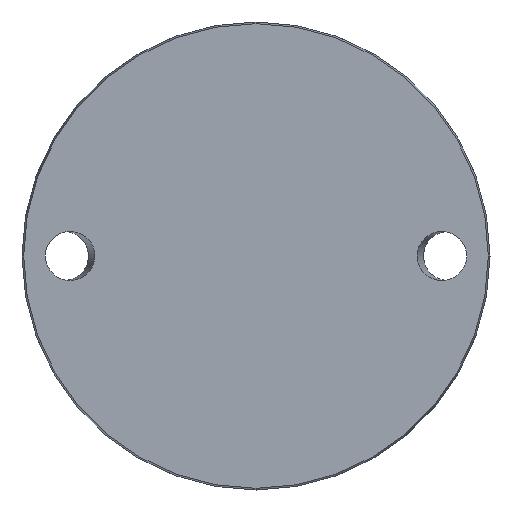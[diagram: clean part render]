
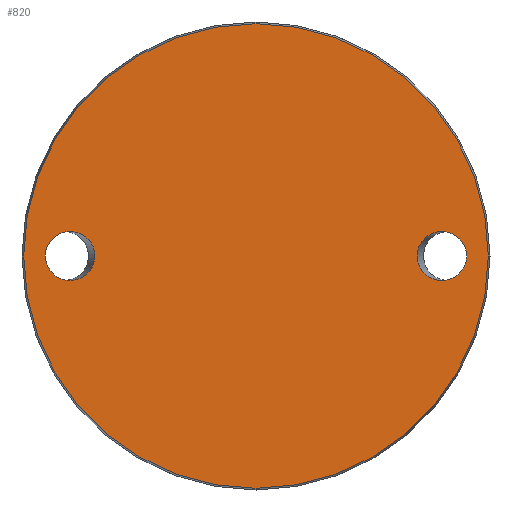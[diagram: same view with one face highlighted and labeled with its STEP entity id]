
A CAD part, front view. The second image highlights one B-rep face of the part: STEP entity #820.
In plain terms, the highlighted planar face has unit normal (0, -1, 0).
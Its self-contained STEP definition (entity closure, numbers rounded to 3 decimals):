
#1 = PLANE ( 'NONE',  #215 ) ;
#15 =( BOUNDED_CURVE ( )  B_SPLINE_CURVE ( 3, ( #86, #625, #164, #756, #305, #236, #909 ),
 .UNSPECIFIED., .T., .T. ) 
 B_SPLINE_CURVE_WITH_KNOTS ( ( 4, 3, 4 ),
 ( 0., 3.142, 6.283 ),
 .UNSPECIFIED. ) 
 CURVE ( )  GEOMETRIC_REPRESENTATION_ITEM ( )  RATIONAL_B_SPLINE_CURVE ( ( 1., 0.333, 0.333, 1., 0.333, 0.333, 1. ) ) 
 REPRESENTATION_ITEM ( '' )  );
#43 = CARTESIAN_POINT ( 'NONE',  ( 71.115, 0., 16.5 ) ) ;
#56 = CARTESIAN_POINT ( 'NONE',  ( 0., 0., 0. ) ) ;
#86 = CARTESIAN_POINT ( 'NONE',  ( -71.115, 0., 0. ) ) ;
#97 = AXIS2_PLACEMENT_3D ( 'NONE', #56, #742, #368 ) ;
#123 = VERTEX_POINT ( 'NONE', #436 ) ;
#164 = CARTESIAN_POINT ( 'NONE',  ( -54.385, 0., 16.5 ) ) ;
#165 = DIRECTION ( 'NONE',  ( 0., 1., 0. ) ) ;
#174 = FACE_BOUND ( 'NONE', #893, .T. ) ;
#184 = CARTESIAN_POINT ( 'NONE',  ( 54.385, 0., 0. ) ) ;
#191 = EDGE_CURVE ( 'NONE', #353, #353, #15, .T. ) ;
#195 = CARTESIAN_POINT ( 'NONE',  ( 54.385, 0., 0. ) ) ;
#215 = AXIS2_PLACEMENT_3D ( 'NONE', #477, #165, #778 ) ;
#236 = CARTESIAN_POINT ( 'NONE',  ( -71.115, 0., -16.5 ) ) ;
#248 = CARTESIAN_POINT ( 'NONE',  ( 54.385, 0., 0. ) ) ;
#298 = ORIENTED_EDGE ( 'NONE', *, *, #975, .F. ) ;
#305 = CARTESIAN_POINT ( 'NONE',  ( -54.385, 0., -16.5 ) ) ;
#338 = VERTEX_POINT ( 'NONE', #184 ) ;
#353 = VERTEX_POINT ( 'NONE', #423 ) ;
#368 = DIRECTION ( 'NONE',  ( 0., 0., -1. ) ) ;
#373 = ORIENTED_EDGE ( 'NONE', *, *, #771, .T. ) ;
#393 = EDGE_LOOP ( 'NONE', ( #373 ) ) ;
#423 = CARTESIAN_POINT ( 'NONE',  ( -71.115, 0., 0. ) ) ;
#436 = CARTESIAN_POINT ( 'NONE',  ( 0., 0., -78.425 ) ) ;
#477 = CARTESIAN_POINT ( 'NONE',  ( -78.425, 0., 0. ) ) ;
#481 = FACE_OUTER_BOUND ( 'NONE', #393, .T. ) ;
#549 = CARTESIAN_POINT ( 'NONE',  ( 54.385, 0., -16.5 ) ) ;
#625 = CARTESIAN_POINT ( 'NONE',  ( -71.115, 0., 16.5 ) ) ;
#637 = CARTESIAN_POINT ( 'NONE',  ( 71.115, 0., 0. ) ) ;
#708 = CIRCLE ( 'NONE', #97, 78.425 ) ;
#734 = ORIENTED_EDGE ( 'NONE', *, *, #191, .T. ) ;
#742 = DIRECTION ( 'NONE',  ( 0., -1., 0. ) ) ;
#756 = CARTESIAN_POINT ( 'NONE',  ( -54.385, 0., 0. ) ) ;
#771 = EDGE_CURVE ( 'NONE', #123, #123, #708, .T. ) ;
#778 = DIRECTION ( 'NONE',  ( 0., 0., 1. ) ) ;
#804 = CARTESIAN_POINT ( 'NONE',  ( 54.385, 0., 16.5 ) ) ;
#814 = EDGE_LOOP ( 'NONE', ( #734 ) ) ;
#820 = ADVANCED_FACE ( 'NONE', ( #939, #174, #481 ), #1, .F. ) ;
#857 = CARTESIAN_POINT ( 'NONE',  ( 71.115, 0., -16.5 ) ) ;
#893 = EDGE_LOOP ( 'NONE', ( #298 ) ) ;
#909 = CARTESIAN_POINT ( 'NONE',  ( -71.115, 0., 0. ) ) ;
#939 = FACE_BOUND ( 'NONE', #814, .T. ) ;
#948 =( BOUNDED_CURVE ( )  B_SPLINE_CURVE ( 3, ( #248, #549, #857, #637, #43, #804, #195 ),
 .UNSPECIFIED., .T., .T. ) 
 B_SPLINE_CURVE_WITH_KNOTS ( ( 4, 3, 4 ),
 ( 0., 3.142, 6.283 ),
 .UNSPECIFIED. ) 
 CURVE ( )  GEOMETRIC_REPRESENTATION_ITEM ( )  RATIONAL_B_SPLINE_CURVE ( ( 1., 0.333, 0.333, 1., 0.333, 0.333, 1. ) ) 
 REPRESENTATION_ITEM ( '' )  );
#975 = EDGE_CURVE ( 'NONE', #338, #338, #948, .T. ) ;
